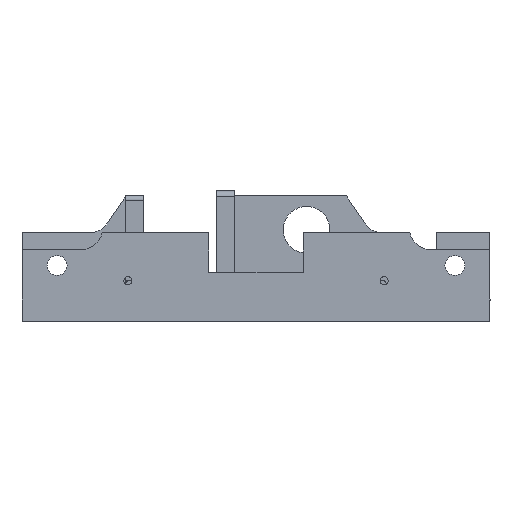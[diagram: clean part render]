
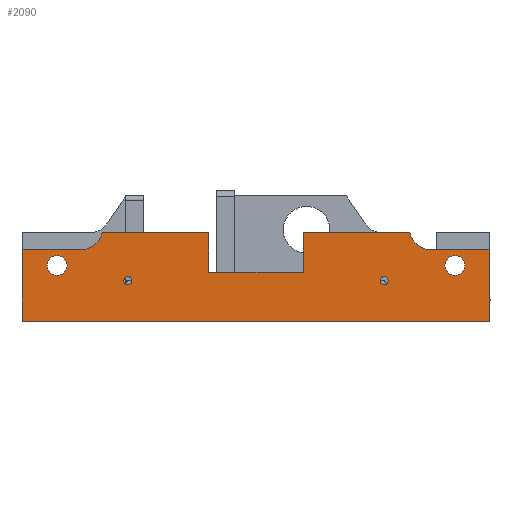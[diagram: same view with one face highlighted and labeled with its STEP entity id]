
A CAD part, front view. The second image highlights one B-rep face of the part: STEP entity #2090.
In plain terms, the highlighted planar face has unit normal (0, -1, 0).
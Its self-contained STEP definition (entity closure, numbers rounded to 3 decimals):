
#164 = VERTEX_POINT('',#165);
#165 = CARTESIAN_POINT('',(100.,-58.15,0.));
#171 = EDGE_CURVE('',#164,#172,#174,.T.);
#172 = VERTEX_POINT('',#173);
#173 = CARTESIAN_POINT('',(-100.,-58.15,0.));
#174 = LINE('',#175,#176);
#175 = CARTESIAN_POINT('',(100.,-58.15,0.));
#176 = VECTOR('',#177,1.);
#177 = DIRECTION('',(-1.,0.,0.));
#2049 = VERTEX_POINT('',#2050);
#2050 = CARTESIAN_POINT('',(-100.,-58.15,30.5));
#2056 = EDGE_CURVE('',#172,#2049,#2057,.T.);
#2057 = LINE('',#2058,#2059);
#2058 = CARTESIAN_POINT('',(-100.,-58.15,0.));
#2059 = VECTOR('',#2060,1.);
#2060 = DIRECTION('',(0.,0.,1.));
#2090 = ADVANCED_FACE('',(#2091,#2175,#2186,#2197,#2208),#2219,.T.);
#2091 = FACE_BOUND('',#2092,.T.);
#2092 = EDGE_LOOP('',(#2093,#2094,#2102,#2110,#2119,#2127,#2135,#2143,
    #2151,#2159,#2168,#2174));
#2093 = ORIENTED_EDGE('',*,*,#171,.F.);
#2094 = ORIENTED_EDGE('',*,*,#2095,.T.);
#2095 = EDGE_CURVE('',#164,#2096,#2098,.T.);
#2096 = VERTEX_POINT('',#2097);
#2097 = CARTESIAN_POINT('',(100.,-58.15,30.5));
#2098 = LINE('',#2099,#2100);
#2099 = CARTESIAN_POINT('',(100.,-58.15,0.));
#2100 = VECTOR('',#2101,1.);
#2101 = DIRECTION('',(0.,0.,1.));
#2102 = ORIENTED_EDGE('',*,*,#2103,.F.);
#2103 = EDGE_CURVE('',#2104,#2096,#2106,.T.);
#2104 = VERTEX_POINT('',#2105);
#2105 = CARTESIAN_POINT('',(74.75,-58.15,30.5));
#2106 = LINE('',#2107,#2108);
#2107 = CARTESIAN_POINT('',(74.75,-58.15,30.5));
#2108 = VECTOR('',#2109,1.);
#2109 = DIRECTION('',(1.,0.,0.));
#2110 = ORIENTED_EDGE('',*,*,#2111,.F.);
#2111 = EDGE_CURVE('',#2112,#2104,#2114,.T.);
#2112 = VERTEX_POINT('',#2113);
#2113 = CARTESIAN_POINT('',(65.748,-58.15,37.8));
#2114 = CIRCLE('',#2115,9.2);
#2115 = AXIS2_PLACEMENT_3D('',#2116,#2117,#2118);
#2116 = CARTESIAN_POINT('',(74.75,-58.15,39.7));
#2117 = DIRECTION('',(0.,-1.,0.));
#2118 = DIRECTION('',(1.,0.,0.));
#2119 = ORIENTED_EDGE('',*,*,#2120,.F.);
#2120 = EDGE_CURVE('',#2121,#2112,#2123,.T.);
#2121 = VERTEX_POINT('',#2122);
#2122 = CARTESIAN_POINT('',(20.25,-58.15,37.8));
#2123 = LINE('',#2124,#2125);
#2124 = CARTESIAN_POINT('',(100.5,-58.15,37.8));
#2125 = VECTOR('',#2126,1.);
#2126 = DIRECTION('',(1.,0.,0.));
#2127 = ORIENTED_EDGE('',*,*,#2128,.F.);
#2128 = EDGE_CURVE('',#2129,#2121,#2131,.T.);
#2129 = VERTEX_POINT('',#2130);
#2130 = CARTESIAN_POINT('',(20.25,-58.15,20.8));
#2131 = LINE('',#2132,#2133);
#2132 = CARTESIAN_POINT('',(20.25,-58.15,20.8));
#2133 = VECTOR('',#2134,1.);
#2134 = DIRECTION('',(0.,0.,1.));
#2135 = ORIENTED_EDGE('',*,*,#2136,.F.);
#2136 = EDGE_CURVE('',#2137,#2129,#2139,.T.);
#2137 = VERTEX_POINT('',#2138);
#2138 = CARTESIAN_POINT('',(-20.25,-58.15,20.8));
#2139 = LINE('',#2140,#2141);
#2140 = CARTESIAN_POINT('',(-20.25,-58.15,20.8));
#2141 = VECTOR('',#2142,1.);
#2142 = DIRECTION('',(1.,0.,0.));
#2143 = ORIENTED_EDGE('',*,*,#2144,.F.);
#2144 = EDGE_CURVE('',#2145,#2137,#2147,.T.);
#2145 = VERTEX_POINT('',#2146);
#2146 = CARTESIAN_POINT('',(-20.25,-58.15,37.8));
#2147 = LINE('',#2148,#2149);
#2148 = CARTESIAN_POINT('',(-20.25,-58.15,39.8));
#2149 = VECTOR('',#2150,1.);
#2150 = DIRECTION('',(0.,0.,-1.));
#2151 = ORIENTED_EDGE('',*,*,#2152,.F.);
#2152 = EDGE_CURVE('',#2153,#2145,#2155,.T.);
#2153 = VERTEX_POINT('',#2154);
#2154 = CARTESIAN_POINT('',(-65.748,-58.15,37.8));
#2155 = LINE('',#2156,#2157);
#2156 = CARTESIAN_POINT('',(100.5,-58.15,37.8));
#2157 = VECTOR('',#2158,1.);
#2158 = DIRECTION('',(1.,0.,0.));
#2159 = ORIENTED_EDGE('',*,*,#2160,.F.);
#2160 = EDGE_CURVE('',#2161,#2153,#2163,.T.);
#2161 = VERTEX_POINT('',#2162);
#2162 = CARTESIAN_POINT('',(-74.75,-58.15,30.5));
#2163 = CIRCLE('',#2164,9.2);
#2164 = AXIS2_PLACEMENT_3D('',#2165,#2166,#2167);
#2165 = CARTESIAN_POINT('',(-74.75,-58.15,39.7));
#2166 = DIRECTION('',(0.,-1.,0.));
#2167 = DIRECTION('',(1.,0.,0.));
#2168 = ORIENTED_EDGE('',*,*,#2169,.F.);
#2169 = EDGE_CURVE('',#2049,#2161,#2170,.T.);
#2170 = LINE('',#2171,#2172);
#2171 = CARTESIAN_POINT('',(-101.,-58.15,30.5));
#2172 = VECTOR('',#2173,1.);
#2173 = DIRECTION('',(1.,0.,0.));
#2174 = ORIENTED_EDGE('',*,*,#2056,.F.);
#2175 = FACE_BOUND('',#2176,.T.);
#2176 = EDGE_LOOP('',(#2177));
#2177 = ORIENTED_EDGE('',*,*,#2178,.F.);
#2178 = EDGE_CURVE('',#2179,#2179,#2181,.T.);
#2179 = VERTEX_POINT('',#2180);
#2180 = CARTESIAN_POINT('',(89.25,-58.15,23.8));
#2181 = CIRCLE('',#2182,4.25);
#2182 = AXIS2_PLACEMENT_3D('',#2183,#2184,#2185);
#2183 = CARTESIAN_POINT('',(85.,-58.15,23.8));
#2184 = DIRECTION('',(0.,-1.,0.));
#2185 = DIRECTION('',(1.,0.,0.));
#2186 = FACE_BOUND('',#2187,.T.);
#2187 = EDGE_LOOP('',(#2188));
#2188 = ORIENTED_EDGE('',*,*,#2189,.T.);
#2189 = EDGE_CURVE('',#2190,#2190,#2192,.T.);
#2190 = VERTEX_POINT('',#2191);
#2191 = CARTESIAN_POINT('',(53.,-58.15,17.25));
#2192 = CIRCLE('',#2193,1.75);
#2193 = AXIS2_PLACEMENT_3D('',#2194,#2195,#2196);
#2194 = CARTESIAN_POINT('',(54.75,-58.15,17.25));
#2195 = DIRECTION('',(0.,1.,0.));
#2196 = DIRECTION('',(-1.,0.,0.));
#2197 = FACE_BOUND('',#2198,.T.);
#2198 = EDGE_LOOP('',(#2199));
#2199 = ORIENTED_EDGE('',*,*,#2200,.T.);
#2200 = EDGE_CURVE('',#2201,#2201,#2203,.T.);
#2201 = VERTEX_POINT('',#2202);
#2202 = CARTESIAN_POINT('',(-56.5,-58.15,17.25));
#2203 = CIRCLE('',#2204,1.75);
#2204 = AXIS2_PLACEMENT_3D('',#2205,#2206,#2207);
#2205 = CARTESIAN_POINT('',(-54.75,-58.15,17.25));
#2206 = DIRECTION('',(0.,1.,0.));
#2207 = DIRECTION('',(-1.,0.,0.));
#2208 = FACE_BOUND('',#2209,.T.);
#2209 = EDGE_LOOP('',(#2210));
#2210 = ORIENTED_EDGE('',*,*,#2211,.F.);
#2211 = EDGE_CURVE('',#2212,#2212,#2214,.T.);
#2212 = VERTEX_POINT('',#2213);
#2213 = CARTESIAN_POINT('',(-80.75,-58.15,23.8));
#2214 = CIRCLE('',#2215,4.25);
#2215 = AXIS2_PLACEMENT_3D('',#2216,#2217,#2218);
#2216 = CARTESIAN_POINT('',(-85.,-58.15,23.8));
#2217 = DIRECTION('',(0.,-1.,0.));
#2218 = DIRECTION('',(1.,0.,0.));
#2219 = PLANE('',#2220);
#2220 = AXIS2_PLACEMENT_3D('',#2221,#2222,#2223);
#2221 = CARTESIAN_POINT('',(100.,-58.15,0.));
#2222 = DIRECTION('',(0.,-1.,0.));
#2223 = DIRECTION('',(-1.,0.,0.));
